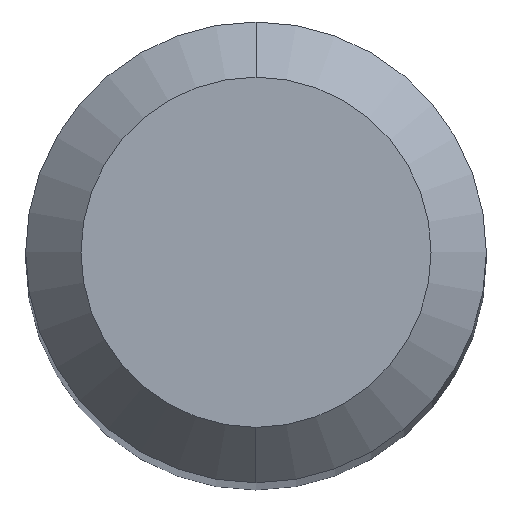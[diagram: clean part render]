
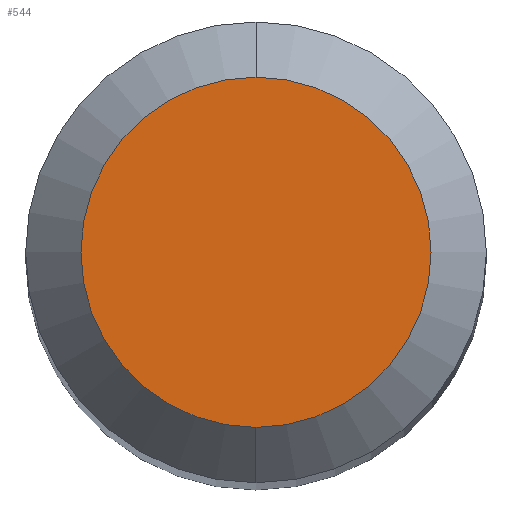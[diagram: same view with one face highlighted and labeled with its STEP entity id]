
A CAD part, top view. The second image highlights one B-rep face of the part: STEP entity #544.
In plain terms, the highlighted planar face has unit normal (0, 0, 1).
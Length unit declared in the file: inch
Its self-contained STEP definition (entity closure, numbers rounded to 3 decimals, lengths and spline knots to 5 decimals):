
#11 = DIRECTION ( 'NONE',  ( 0., 0., -1. ) ) ;
#12 = DIRECTION ( 'NONE',  ( 0., 0., 1. ) ) ;
#67 = CARTESIAN_POINT ( 'NONE',  ( 0., 0., 0. ) ) ;
#74 = EDGE_LOOP ( 'NONE', ( #456, #148 ) ) ;
#96 = CARTESIAN_POINT ( 'NONE',  ( 0., 0., 0. ) ) ;
#97 = CARTESIAN_POINT ( 'NONE',  ( 0., 0.0475, 0. ) ) ;
#100 = EDGE_CURVE ( 'NONE', #566, #539, #223, .T. ) ;
#135 = AXIS2_PLACEMENT_3D ( 'NONE', #96, #436, #529 ) ;
#148 = ORIENTED_EDGE ( 'NONE', *, *, #100, .T. ) ;
#178 = FACE_OUTER_BOUND ( 'NONE', #74, .T. ) ;
#223 = CIRCLE ( 'NONE', #135, 0.0475 ) ;
#245 = CIRCLE ( 'NONE', #458, 0.0475 ) ;
#308 = CARTESIAN_POINT ( 'NONE',  ( 0., -0.0475, 0. ) ) ;
#313 = DIRECTION ( 'NONE',  ( 0., -1., 0. ) ) ;
#351 = AXIS2_PLACEMENT_3D ( 'NONE', #97, #11, #536 ) ;
#362 = CARTESIAN_POINT ( 'NONE',  ( 0., 0.0475, 0. ) ) ;
#436 = DIRECTION ( 'NONE',  ( 0., 0., 1. ) ) ;
#456 = ORIENTED_EDGE ( 'NONE', *, *, #464, .T. ) ;
#458 = AXIS2_PLACEMENT_3D ( 'NONE', #67, #12, #313 ) ;
#464 = EDGE_CURVE ( 'NONE', #539, #566, #245, .T. ) ;
#529 = DIRECTION ( 'NONE',  ( 0., -1., 0. ) ) ;
#533 = PLANE ( 'NONE',  #351 ) ;
#536 = DIRECTION ( 'NONE',  ( 0., 1., 0. ) ) ;
#539 = VERTEX_POINT ( 'NONE', #362 ) ;
#544 = ADVANCED_FACE ( 'NONE', ( #178 ), #533, .F. ) ;
#566 = VERTEX_POINT ( 'NONE', #308 ) ;
